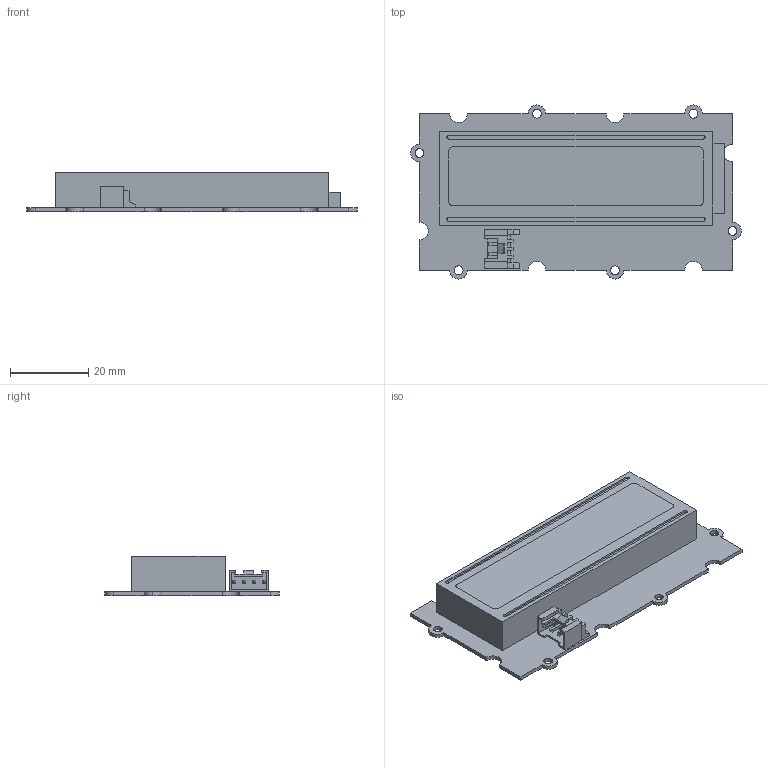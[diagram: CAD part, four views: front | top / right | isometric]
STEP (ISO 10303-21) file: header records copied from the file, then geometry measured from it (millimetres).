
FILE_DESCRIPTION (( 'STEP AP214' ), '1' );
FILE_NAME ('Grove LCD RGB Backlight.STEP', '2019-01-24T18:52:31', ( '' ), ( '' ), 'SwSTEP 2.0', 'SolidWorks 2016', '' );
FILE_SCHEMA (( 'AUTOMOTIVE_DESIGN' ));
Length unit declared in the file: millimetre
Products named in the file (3): LCD RGB Backlight; Connecteur BSG; Grove LCD RGB Backlight
Assembly tree (2 placements, depth 2):
  Grove LCD RGB Backlight
    LCD RGB Backlight
    Connecteur BSG
Bounding box: 84.5 x 44.5 x 10 mm (x, y, z)
Volume: 10826.7 mm3; surface area: 12569.8 mm2
Topology: 3 solids, 3 shells, 183 faces, 486 edges, 316 vertices
Faces by surface type: plane 143, cylinder 40
Entity records: 6611 total; most frequent: CARTESIAN_POINT 990, ORIENTED_EDGE 972, DIRECTION 944, EDGE_CURVE 486, VECTOR 404, LINE 404, VERTEX_POINT 316, AXIS2_PLACEMENT_3D 270
